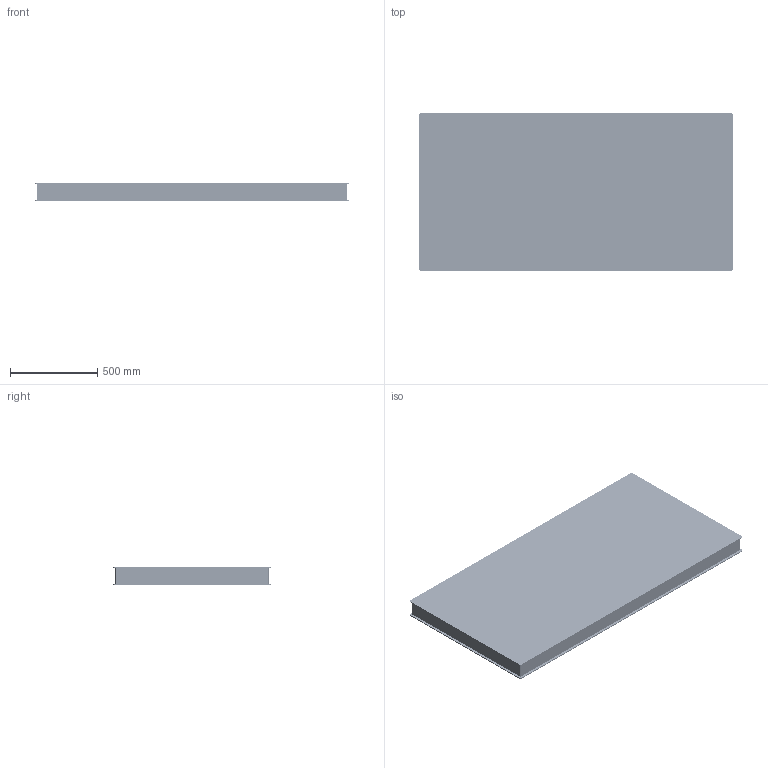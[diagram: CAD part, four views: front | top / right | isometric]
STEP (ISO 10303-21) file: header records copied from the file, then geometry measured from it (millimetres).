
FILE_DESCRIPTION (( 'STEP AP203' ), '1' );
FILE_NAME ('516063.STEP', '2024-06-19T02:35:34', ( '' ), ( '' ), 'SwSTEP 2.0', 'SolidWorks 2020', '' );
FILE_SCHEMA (( 'CONFIG_CONTROL_DESIGN' ));
Products named in the file (1): 516063
Bounding box: 1800 x 900 x 100 mm (x, y, z)
Volume: 155513018.2 mm3; surface area: 4165461.5 mm2
Topology: 1 solids, 1 shells, 7200 faces, 14448 edges, 9632 vertices
Faces by surface type: cylinder 4776, plane 2424
Entity records: 192401 total; most frequent: DIRECTION 38402, CARTESIAN_POINT 31281, ORIENTED_EDGE 28896, AXIS2_PLACEMENT_3D 16753, EDGE_CURVE 14448, VERTEX_POINT 9632, EDGE_LOOP 9582, CIRCLE 9552
